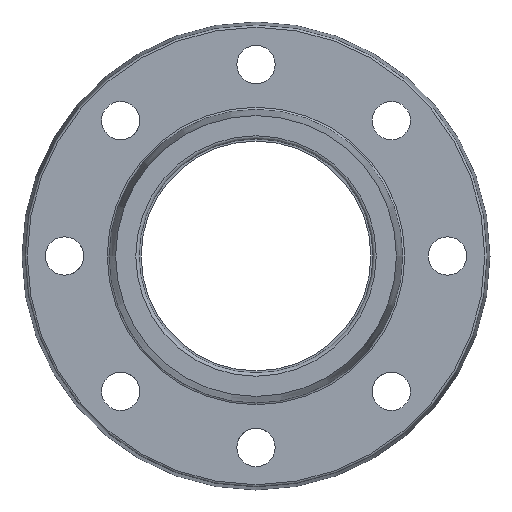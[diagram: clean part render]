
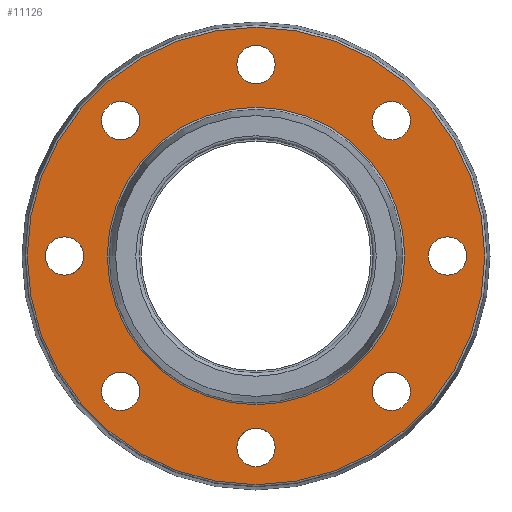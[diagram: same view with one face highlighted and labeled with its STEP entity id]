
A CAD part, left-side view. The second image highlights one B-rep face of the part: STEP entity #11126.
In plain terms, the highlighted planar face has unit normal (-1, 0, 0).
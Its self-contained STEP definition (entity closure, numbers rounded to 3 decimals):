
#67=FACE_BOUND('',#2964,.T.);
#68=FACE_BOUND('',#2965,.T.);
#69=FACE_BOUND('',#2966,.T.);
#70=FACE_BOUND('',#2967,.T.);
#71=FACE_BOUND('',#2968,.T.);
#72=FACE_BOUND('',#2969,.T.);
#73=FACE_BOUND('',#2970,.T.);
#74=FACE_BOUND('',#2971,.T.);
#75=FACE_BOUND('',#2972,.T.);
#203=PLANE('',#13124);
#2120=FACE_OUTER_BOUND('',#2963,.T.);
#2963=EDGE_LOOP('',(#9972));
#2964=EDGE_LOOP('',(#9973));
#2965=EDGE_LOOP('',(#9974));
#2966=EDGE_LOOP('',(#9975));
#2967=EDGE_LOOP('',(#9976));
#2968=EDGE_LOOP('',(#9977));
#2969=EDGE_LOOP('',(#9978));
#2970=EDGE_LOOP('',(#9979));
#2971=EDGE_LOOP('',(#9980));
#2972=EDGE_LOOP('',(#9981));
#4203=CIRCLE('',#13092,9.);
#4205=CIRCLE('',#13096,9.);
#4207=CIRCLE('',#13100,9.);
#4209=CIRCLE('',#13104,9.);
#4211=CIRCLE('',#13108,9.);
#4213=CIRCLE('',#13112,9.);
#4215=CIRCLE('',#13116,9.);
#4217=CIRCLE('',#13120,9.);
#4218=CIRCLE('',#13122,69.933);
#4220=CIRCLE('',#13125,107.532);
#5107=VERTEX_POINT('',#21246);
#5109=VERTEX_POINT('',#21270);
#5111=VERTEX_POINT('',#21294);
#5113=VERTEX_POINT('',#21318);
#5115=VERTEX_POINT('',#21342);
#5117=VERTEX_POINT('',#21366);
#5119=VERTEX_POINT('',#21390);
#5121=VERTEX_POINT('',#21414);
#5122=VERTEX_POINT('',#21417);
#5124=VERTEX_POINT('',#21422);
#6732=EDGE_CURVE('',#5107,#5107,#4203,.T.);
#6735=EDGE_CURVE('',#5109,#5109,#4205,.T.);
#6738=EDGE_CURVE('',#5111,#5111,#4207,.T.);
#6741=EDGE_CURVE('',#5113,#5113,#4209,.T.);
#6744=EDGE_CURVE('',#5115,#5115,#4211,.T.);
#6747=EDGE_CURVE('',#5117,#5117,#4213,.T.);
#6750=EDGE_CURVE('',#5119,#5119,#4215,.T.);
#6753=EDGE_CURVE('',#5121,#5121,#4217,.T.);
#6754=EDGE_CURVE('',#5122,#5122,#4218,.T.);
#6756=EDGE_CURVE('',#5124,#5124,#4220,.T.);
#9972=ORIENTED_EDGE('',*,*,#6756,.F.);
#9973=ORIENTED_EDGE('',*,*,#6735,.T.);
#9974=ORIENTED_EDGE('',*,*,#6738,.T.);
#9975=ORIENTED_EDGE('',*,*,#6741,.T.);
#9976=ORIENTED_EDGE('',*,*,#6744,.T.);
#9977=ORIENTED_EDGE('',*,*,#6747,.T.);
#9978=ORIENTED_EDGE('',*,*,#6750,.T.);
#9979=ORIENTED_EDGE('',*,*,#6753,.T.);
#9980=ORIENTED_EDGE('',*,*,#6732,.T.);
#9981=ORIENTED_EDGE('',*,*,#6754,.F.);
#11126=ADVANCED_FACE('',(#2120,#67,#68,#69,#70,#71,#72,#73,#74,#75),#203,
 .T.);
#13092=AXIS2_PLACEMENT_3D('',#21247,#17420,#17421);
#13096=AXIS2_PLACEMENT_3D('',#21271,#17428,#17429);
#13100=AXIS2_PLACEMENT_3D('',#21295,#17436,#17437);
#13104=AXIS2_PLACEMENT_3D('',#21319,#17444,#17445);
#13108=AXIS2_PLACEMENT_3D('',#21343,#17452,#17453);
#13112=AXIS2_PLACEMENT_3D('',#21367,#17460,#17461);
#13116=AXIS2_PLACEMENT_3D('',#21391,#17468,#17469);
#13120=AXIS2_PLACEMENT_3D('',#21415,#17476,#17477);
#13122=AXIS2_PLACEMENT_3D('',#21418,#17480,#17481);
#13124=AXIS2_PLACEMENT_3D('',#21421,#17484,#17485);
#13125=AXIS2_PLACEMENT_3D('',#21423,#17486,#17487);
#17420=DIRECTION('center_axis',(1.,0.,0.));
#17421=DIRECTION('ref_axis',(0.,0.,1.));
#17428=DIRECTION('center_axis',(1.,0.,0.));
#17429=DIRECTION('ref_axis',(0.,0.707,0.707));
#17436=DIRECTION('center_axis',(1.,0.,0.));
#17437=DIRECTION('ref_axis',(0.,1.,0.));
#17444=DIRECTION('center_axis',(1.,0.,0.));
#17445=DIRECTION('ref_axis',(0.,0.707,-0.707));
#17452=DIRECTION('center_axis',(1.,0.,0.));
#17453=DIRECTION('ref_axis',(0.,0.,-1.));
#17460=DIRECTION('center_axis',(1.,0.,0.));
#17461=DIRECTION('ref_axis',(0.,-0.707,-0.707));
#17468=DIRECTION('center_axis',(1.,0.,0.));
#17469=DIRECTION('ref_axis',(0.,-1.,0.));
#17476=DIRECTION('center_axis',(1.,0.,0.));
#17477=DIRECTION('ref_axis',(0.,-0.707,0.707));
#17480=DIRECTION('center_axis',(-1.,0.,0.));
#17481=DIRECTION('ref_axis',(0.,1.,0.));
#17484=DIRECTION('center_axis',(-1.,0.,0.));
#17485=DIRECTION('ref_axis',(0.,0.,1.));
#17486=DIRECTION('center_axis',(1.,0.,0.));
#17487=DIRECTION('ref_axis',(0.,1.,0.));
#21246=CARTESIAN_POINT('',(43.,90.,9.));
#21247=CARTESIAN_POINT('Origin',(43.,90.,0.));
#21270=CARTESIAN_POINT('',(43.,70.004,-57.276));
#21271=CARTESIAN_POINT('Origin',(43.,63.64,-63.64));
#21294=CARTESIAN_POINT('',(43.,9.,-90.));
#21295=CARTESIAN_POINT('Origin',(43.,0.,-90.));
#21318=CARTESIAN_POINT('',(43.,-57.276,-70.004));
#21319=CARTESIAN_POINT('Origin',(43.,-63.64,-63.64));
#21342=CARTESIAN_POINT('',(43.,-90.,-9.));
#21343=CARTESIAN_POINT('Origin',(43.,-90.,0.));
#21366=CARTESIAN_POINT('',(43.,-70.004,57.276));
#21367=CARTESIAN_POINT('Origin',(43.,-63.64,63.64));
#21390=CARTESIAN_POINT('',(43.,-9.,90.));
#21391=CARTESIAN_POINT('Origin',(43.,0.,90.));
#21414=CARTESIAN_POINT('',(43.,57.276,70.004));
#21415=CARTESIAN_POINT('Origin',(43.,63.64,63.64));
#21417=CARTESIAN_POINT('',(43.,-69.933,0.));
#21418=CARTESIAN_POINT('Origin',(43.,0.,0.));
#21421=CARTESIAN_POINT('Origin',(43.,-69.,0.));
#21422=CARTESIAN_POINT('',(43.,-107.532,0.));
#21423=CARTESIAN_POINT('Origin',(43.,0.,0.));
